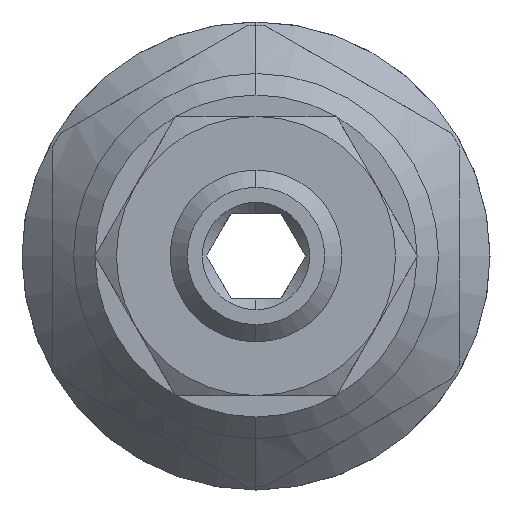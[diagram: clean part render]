
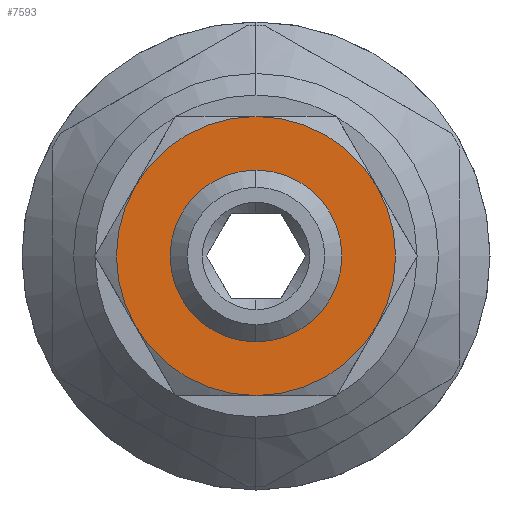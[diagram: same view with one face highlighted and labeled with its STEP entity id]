
A CAD part, left-side view. The second image highlights one B-rep face of the part: STEP entity #7593.
In plain terms, the highlighted planar face has unit normal (-1, 0, 0).
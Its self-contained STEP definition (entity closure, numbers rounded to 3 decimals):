
#89 = EDGE_CURVE ( 'NONE', #4368, #8625, #5967, .T. ) ;
#92 = CARTESIAN_POINT ( 'NONE',  ( -8.5, 0., -6.5 ) ) ;
#235 = ORIENTED_EDGE ( 'NONE', *, *, #89, .T. ) ;
#855 = FACE_OUTER_BOUND ( 'NONE', #5628, .T. ) ;
#1187 = EDGE_CURVE ( 'NONE', #9581, #9092, #1376, .T. ) ;
#1218 = DIRECTION ( 'NONE',  ( -1., 0., 0. ) ) ;
#1363 = DIRECTION ( 'NONE',  ( 1., 0., 0. ) ) ;
#1376 = CIRCLE ( 'NONE', #3351, 4. ) ;
#1533 = DIRECTION ( 'NONE',  ( -1., 0., 0. ) ) ;
#1578 = CIRCLE ( 'NONE', #7847, 6.5 ) ;
#1775 = DIRECTION ( 'NONE',  ( -1., 0., 0. ) ) ;
#1828 = DIRECTION ( 'NONE',  ( -1., 0., 0. ) ) ;
#2019 = DIRECTION ( 'NONE',  ( 0., 0., 1. ) ) ;
#2227 = CARTESIAN_POINT ( 'NONE',  ( -8.5, 5.629, 3.25 ) ) ;
#2258 = CIRCLE ( 'NONE', #2438, 6.5 ) ;
#2344 = EDGE_CURVE ( 'NONE', #3705, #3757, #2258, .T. ) ;
#2368 = VERTEX_POINT ( 'NONE', #10330 ) ;
#2438 = AXIS2_PLACEMENT_3D ( 'NONE', #6359, #1533, #7142 ) ;
#2549 = ORIENTED_EDGE ( 'NONE', *, *, #6560, .T. ) ;
#2989 = FACE_BOUND ( 'NONE', #6797, .T. ) ;
#3140 = CARTESIAN_POINT ( 'NONE',  ( -8.5, 0., 0. ) ) ;
#3188 = DIRECTION ( 'NONE',  ( -1., 0., 0. ) ) ;
#3351 = AXIS2_PLACEMENT_3D ( 'NONE', #3140, #8761, #3950 ) ;
#3370 = DIRECTION ( 'NONE',  ( -1., 0., 0. ) ) ;
#3465 = AXIS2_PLACEMENT_3D ( 'NONE', #6174, #1363, #6963 ) ;
#3705 = VERTEX_POINT ( 'NONE', #7690 ) ;
#3757 = VERTEX_POINT ( 'NONE', #2227 ) ;
#3828 = EDGE_CURVE ( 'NONE', #7563, #3705, #8397, .T. ) ;
#3950 = DIRECTION ( 'NONE',  ( 0., 0., 1. ) ) ;
#4368 = VERTEX_POINT ( 'NONE', #92 ) ;
#4419 = EDGE_CURVE ( 'NONE', #2368, #4368, #4593, .T. ) ;
#4582 = ORIENTED_EDGE ( 'NONE', *, *, #1187, .F. ) ;
#4593 = CIRCLE ( 'NONE', #5721, 6.5 ) ;
#4681 = DIRECTION ( 'NONE',  ( -1., 0., 0. ) ) ;
#5314 = CARTESIAN_POINT ( 'NONE',  ( -8.5, -5.629, 3.25 ) ) ;
#5496 = AXIS2_PLACEMENT_3D ( 'NONE', #9493, #4681, #10291 ) ;
#5628 = EDGE_LOOP ( 'NONE', ( #9511, #6499, #10092, #235, #2549, #8737 ) ) ;
#5721 = AXIS2_PLACEMENT_3D ( 'NONE', #6597, #1775, #7395 ) ;
#5796 = ORIENTED_EDGE ( 'NONE', *, *, #6450, .F. ) ;
#5951 = AXIS2_PLACEMENT_3D ( 'NONE', #6038, #1218, #2019 ) ;
#5967 = CIRCLE ( 'NONE', #5951, 6.5 ) ;
#6038 = CARTESIAN_POINT ( 'NONE',  ( -8.5, 0., 0. ) ) ;
#6174 = CARTESIAN_POINT ( 'NONE',  ( -8.5, 4., 0. ) ) ;
#6359 = CARTESIAN_POINT ( 'NONE',  ( -8.5, 0., 0. ) ) ;
#6450 = EDGE_CURVE ( 'NONE', #9092, #9581, #7279, .T. ) ;
#6499 = ORIENTED_EDGE ( 'NONE', *, *, #8346, .T. ) ;
#6560 = EDGE_CURVE ( 'NONE', #8625, #7563, #10140, .T. ) ;
#6597 = CARTESIAN_POINT ( 'NONE',  ( -8.5, 0., 0. ) ) ;
#6640 = CARTESIAN_POINT ( 'NONE',  ( -8.5, 0., 0. ) ) ;
#6725 = CARTESIAN_POINT ( 'NONE',  ( -8.5, -5.629, -3.25 ) ) ;
#6797 = EDGE_LOOP ( 'NONE', ( #5796, #4582 ) ) ;
#6963 = DIRECTION ( 'NONE',  ( 0., 0., -1. ) ) ;
#7142 = DIRECTION ( 'NONE',  ( 0., 0., 1. ) ) ;
#7279 = CIRCLE ( 'NONE', #7461, 4. ) ;
#7395 = DIRECTION ( 'NONE',  ( 0., 0., 1. ) ) ;
#7441 = DIRECTION ( 'NONE',  ( 0., 0., 1. ) ) ;
#7461 = AXIS2_PLACEMENT_3D ( 'NONE', #8182, #3370, #8991 ) ;
#7516 = CARTESIAN_POINT ( 'NONE',  ( -8.5, 0., 4. ) ) ;
#7563 = VERTEX_POINT ( 'NONE', #5314 ) ;
#7593 = ADVANCED_FACE ( 'NONE', ( #2989, #855 ), #8492, .F. ) ;
#7690 = CARTESIAN_POINT ( 'NONE',  ( -8.5, 0., 6.5 ) ) ;
#7847 = AXIS2_PLACEMENT_3D ( 'NONE', #7998, #3188, #8808 ) ;
#7998 = CARTESIAN_POINT ( 'NONE',  ( -8.5, 0., 0. ) ) ;
#8182 = CARTESIAN_POINT ( 'NONE',  ( -8.5, 0., 0. ) ) ;
#8346 = EDGE_CURVE ( 'NONE', #3757, #2368, #1578, .T. ) ;
#8397 = CIRCLE ( 'NONE', #5496, 6.5 ) ;
#8492 = PLANE ( 'NONE',  #3465 ) ;
#8625 = VERTEX_POINT ( 'NONE', #6725 ) ;
#8737 = ORIENTED_EDGE ( 'NONE', *, *, #3828, .T. ) ;
#8761 = DIRECTION ( 'NONE',  ( -1., 0., 0. ) ) ;
#8808 = DIRECTION ( 'NONE',  ( 0., 0., 1. ) ) ;
#8991 = DIRECTION ( 'NONE',  ( 0., 0., 1. ) ) ;
#9092 = VERTEX_POINT ( 'NONE', #7516 ) ;
#9286 = CARTESIAN_POINT ( 'NONE',  ( -8.5, 0., -4. ) ) ;
#9493 = CARTESIAN_POINT ( 'NONE',  ( -8.5, 0., 0. ) ) ;
#9511 = ORIENTED_EDGE ( 'NONE', *, *, #2344, .T. ) ;
#9581 = VERTEX_POINT ( 'NONE', #9286 ) ;
#9933 = AXIS2_PLACEMENT_3D ( 'NONE', #6640, #1828, #7441 ) ;
#10092 = ORIENTED_EDGE ( 'NONE', *, *, #4419, .T. ) ;
#10140 = CIRCLE ( 'NONE', #9933, 6.5 ) ;
#10291 = DIRECTION ( 'NONE',  ( 0., 0., 1. ) ) ;
#10330 = CARTESIAN_POINT ( 'NONE',  ( -8.5, 5.629, -3.25 ) ) ;
